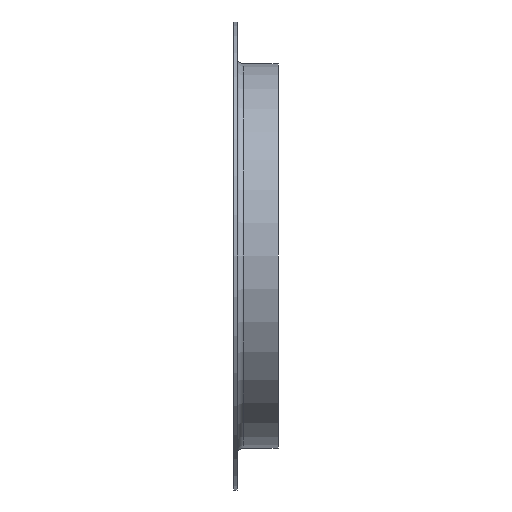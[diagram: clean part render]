
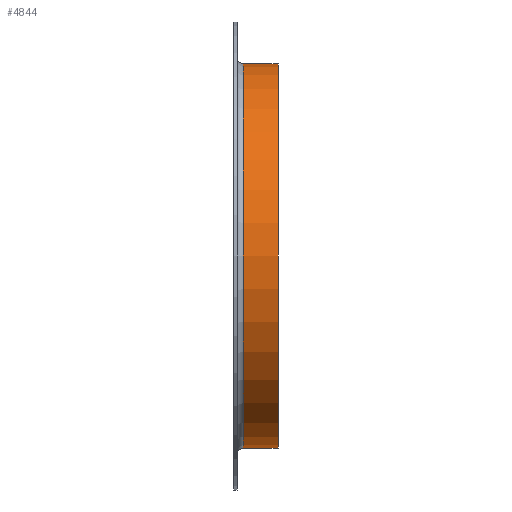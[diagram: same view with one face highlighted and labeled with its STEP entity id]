
A CAD part, front view. The second image highlights one B-rep face of the part: STEP entity #4844.
In plain terms, the highlighted cylindrical face has radius 152 mm (diameter 304 mm), a full revolution.
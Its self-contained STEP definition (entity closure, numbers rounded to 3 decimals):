
#1680 = FACE_OUTER_BOUND ( 'NONE', #5790, .T. ) ;
#1692 = AXIS2_PLACEMENT_3D ( 'NONE', #6376, #8749, #13629 ) ;
#1846 = VERTEX_POINT ( 'NONE', #11513 ) ;
#2834 = FACE_OUTER_BOUND ( 'NONE', #6130, .T. ) ;
#3011 = VERTEX_POINT ( 'NONE', #10326 ) ;
#3601 = EDGE_CURVE ( 'NONE', #3011, #3011, #9892, .T. ) ;
#4754 = DIRECTION ( 'NONE',  ( 0., 0., 1. ) ) ;
#4844 = ADVANCED_FACE ( 'NONE', ( #1680, #2834 ), #11255, .T. ) ;
#5248 = EDGE_CURVE ( 'NONE', #1846, #1846, #14493, .T. ) ;
#5419 = ORIENTED_EDGE ( 'NONE', *, *, #3601, .T. ) ;
#5790 = EDGE_LOOP ( 'NONE', ( #7651 ) ) ;
#6130 = EDGE_LOOP ( 'NONE', ( #5419 ) ) ;
#6376 = CARTESIAN_POINT ( 'NONE',  ( 0., 0., 0. ) ) ;
#7651 = ORIENTED_EDGE ( 'NONE', *, *, #5248, .F. ) ;
#8749 = DIRECTION ( 'NONE',  ( -1., 0., 0. ) ) ;
#8950 = DIRECTION ( 'NONE',  ( -1., 0., 0. ) ) ;
#9892 = CIRCLE ( 'NONE', #13164, 152. ) ;
#10271 = DIRECTION ( 'NONE',  ( 0., 0., 1. ) ) ;
#10326 = CARTESIAN_POINT ( 'NONE',  ( 35., 0., 152. ) ) ;
#10353 = CARTESIAN_POINT ( 'NONE',  ( 7.5, 0., 0. ) ) ;
#11255 = CYLINDRICAL_SURFACE ( 'NONE', #1692, 152. ) ;
#11513 = CARTESIAN_POINT ( 'NONE',  ( 7.5, 0., 152. ) ) ;
#13164 = AXIS2_PLACEMENT_3D ( 'NONE', #13259, #14515, #4754 ) ;
#13259 = CARTESIAN_POINT ( 'NONE',  ( 35., 0., 0. ) ) ;
#13629 = DIRECTION ( 'NONE',  ( 0., 0., 1. ) ) ;
#14493 = CIRCLE ( 'NONE', #15223, 152. ) ;
#14515 = DIRECTION ( 'NONE',  ( -1., 0., 0. ) ) ;
#15223 = AXIS2_PLACEMENT_3D ( 'NONE', #10353, #8950, #10271 ) ;
